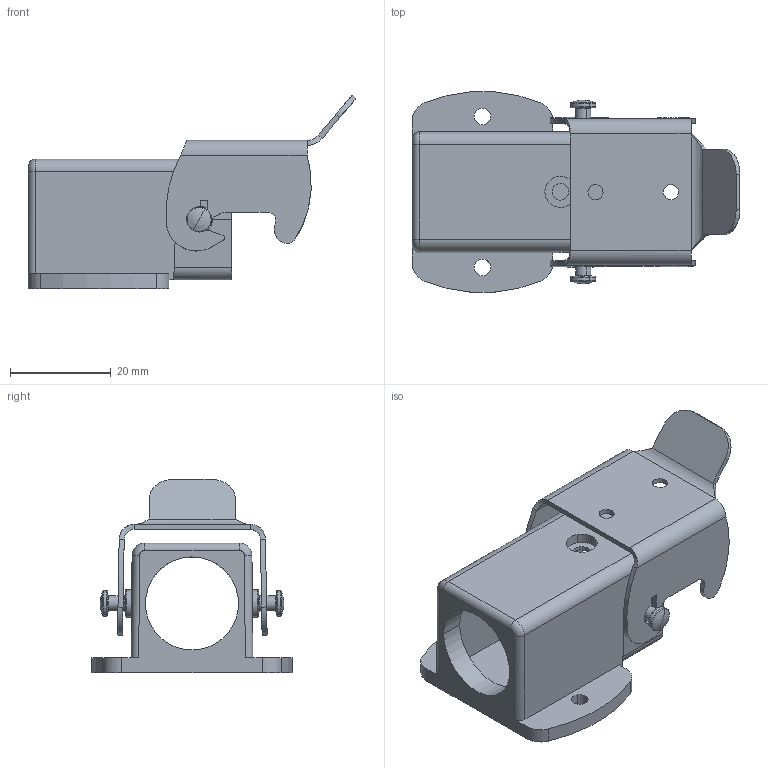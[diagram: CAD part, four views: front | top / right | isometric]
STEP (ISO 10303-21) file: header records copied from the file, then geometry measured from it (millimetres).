
FILE_DESCRIPTION(('CATIA V5 STEP Exchange','CAx-IF Rec.Pracs.--- Model Styling and Organization---1.5--- 2016-08-15','CAx-IF Rec.Pracs.---Supplemental Geometry---1.0---2011-11-01','CAx-IF Rec.Pracs.--- Composite Materials ---1.1---2010-07-15'),'2;1');
FILE_NAME ('13491062_4', '2025-08-21T12:03:54+00:00', ('none'), ('Weidmueller'), 'CATIA Version 5-6 Release 2024 SP4', 'CATIA V5 STEP AP214 v3', 'none');
FILE_SCHEMA(('AUTOMOTIVE_DESIGN { 1 0 10303 214 1 1 1 1 }'));
Length unit declared in the file: millimetre
Products named in the file (1): 1788530000
Bounding box: 65.17 x 39.81 x 38.51 mm (x, y, z)
Volume: 9140.7 mm3; surface area: 12829.2 mm2
Topology: 2 solids, 2 shells, 167 faces, 433 edges, 272 vertices
Faces by surface type: cylinder 69, plane 67, torus 22, bspline 4, sphere 4, cone 1
Entity records: 5016 total; most frequent: CARTESIAN_POINT 1168, ORIENTED_EDGE 858, DIRECTION 644, EDGE_CURVE 429, AXIS2_PLACEMENT_3D 287, VERTEX_POINT 272, VECTOR 229, LINE 229
